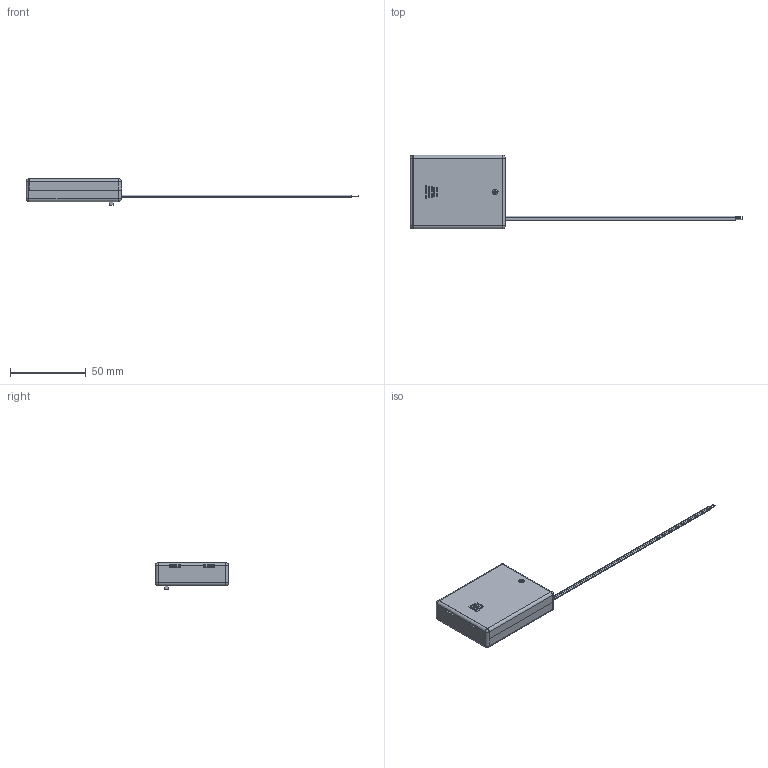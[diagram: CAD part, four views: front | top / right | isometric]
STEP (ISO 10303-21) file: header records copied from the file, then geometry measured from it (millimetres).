
FILE_DESCRIPTION (( 'STEP AP214' ), '1' );
FILE_NAME ('SBH-441AS.STEP', '2020-02-09T07:45:41', ( '' ), ( '' ), 'SwSTEP 2.0', 'SolidWorks 2017', '' );
FILE_SCHEMA (( 'AUTOMOTIVE_DESIGN' ));
Length unit declared in the file: millimetre
Products named in the file (1): SBH-441AS
Bounding box: 219.4 x 48.5 x 17.7 mm (x, y, z)
Volume: 17922.4 mm3; surface area: 25736.9 mm2
Topology: 14 solids, 14 shells, 767 faces, 1942 edges, 1257 vertices
Faces by surface type: plane 508, cylinder 164, torus 42, cone 32, bspline 11, sphere 10
Entity records: 32827 total; most frequent: CARTESIAN_POINT 14229, ORIENTED_EDGE 3864, DIRECTION 3686, EDGE_CURVE 1932, VECTOR 1390, LINE 1390, VERTEX_POINT 1257, AXIS2_PLACEMENT_3D 1148
